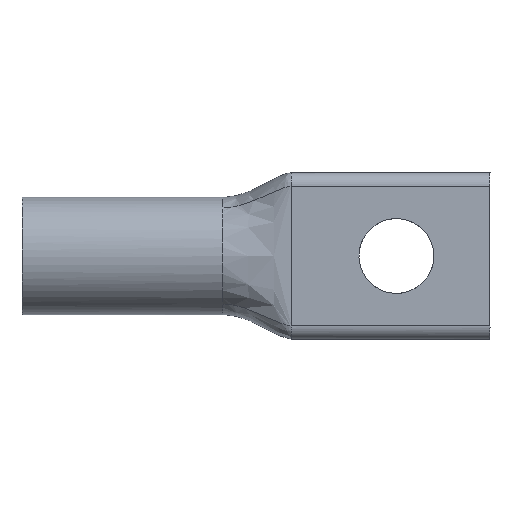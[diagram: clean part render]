
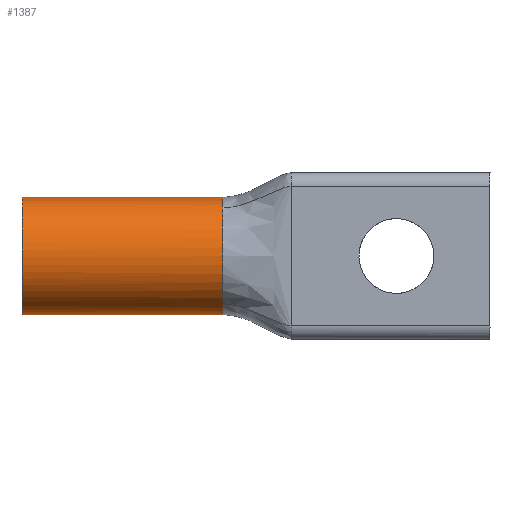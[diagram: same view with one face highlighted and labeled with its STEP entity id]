
A CAD part, front view. The second image highlights one B-rep face of the part: STEP entity #1387.
In plain terms, the highlighted cylindrical face has radius 6.515 mm (diameter 13.03 mm), a partial arc.
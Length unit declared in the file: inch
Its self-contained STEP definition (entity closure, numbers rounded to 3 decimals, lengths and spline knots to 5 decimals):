
#28 = VERTEX_POINT ( 'NONE', #2068 ) ;
#37 = EDGE_CURVE ( 'NONE', #575, #551, #608, .T. ) ;
#80 = CARTESIAN_POINT ( 'NONE',  ( 0.88, 0.21189, 0.25385 ) ) ;
#88 = CARTESIAN_POINT ( 'NONE',  ( 0.88, 0.01003, -0.08204 ) ) ;
#117 = CARTESIAN_POINT ( 'NONE',  ( 0., 0.22292, -0.2565 ) ) ;
#120 = CARTESIAN_POINT ( 'NONE',  ( 0.88, 0.10938, -0.21011 ) ) ;
#131 = CARTESIAN_POINT ( 'NONE',  ( 0., 0.12732, -0.22413 ) ) ;
#148 = CARTESIAN_POINT ( 'NONE',  ( 0.88, 0.13077, -0.22509 ) ) ;
#155 = CARTESIAN_POINT ( 'NONE',  ( 0.88, 0.2565, -0.2565 ) ) ;
#241 = ORIENTED_EDGE ( 'NONE', *, *, #1494, .T. ) ;
#242 = CARTESIAN_POINT ( 'NONE',  ( 0.88, 0.2565, 0.2565 ) ) ;
#289 = CARTESIAN_POINT ( 'NONE',  ( 0.88, 0.04793, 0.15484 ) ) ;
#296 = CARTESIAN_POINT ( 'NONE',  ( 0., 0.03237, -0.12918 ) ) ;
#318 = B_SPLINE_CURVE_WITH_KNOTS ( 'NONE', 3,
 ( #2137, #1372, #457, #88, #821, #698, #1237, #289, #2330, #1802 ),
 .UNSPECIFIED., .F., .F.,
 ( 4, 2, 2, 2, 4 ),
 ( 0., 0.25, 0.5, 0.75, 1. ),
 .UNSPECIFIED. ) ;
#320 = CARTESIAN_POINT ( 'NONE',  ( 0., 0., 0.03358 ) ) ;
#394 = DIRECTION ( 'NONE',  ( -1., 0., 0. ) ) ;
#457 = CARTESIAN_POINT ( 'NONE',  ( 0.88, 0.04793, -0.15484 ) ) ;
#464 = CARTESIAN_POINT ( 'NONE',  ( 0.88, 0.10938, 0.21011 ) ) ;
#498 = CARTESIAN_POINT ( 'NONE',  ( 0., 0.22292, 0.2565 ) ) ;
#529 = CARTESIAN_POINT ( 'NONE',  ( 0.88, 0.23039, -0.2565 ) ) ;
#538 = CARTESIAN_POINT ( 'NONE',  ( 0., 0.00668, -0.06714 ) ) ;
#551 = VERTEX_POINT ( 'NONE', #1023 ) ;
#575 = VERTEX_POINT ( 'NONE', #242 ) ;
#598 = B_SPLINE_CURVE_WITH_KNOTS ( 'NONE', 3,
 ( #2324, #1750, #80, #1210, #2301, #1945, #464 ),
 .UNSPECIFIED., .F., .F.,
 ( 4, 1, 1, 1, 4 ),
 ( 0., 0.25, 0.5, 0.75, 1. ),
 .UNSPECIFIED. ) ;
#608 = LINE ( 'NONE', #1723, #1092 ) ;
#624 = EDGE_CURVE ( 'NONE', #1561, #1677, #1323, .T. ) ;
#657 = EDGE_CURVE ( 'NONE', #575, #1492, #598, .T. ) ;
#669 = CARTESIAN_POINT ( 'NONE',  ( 0., 0.2565, 0.2565 ) ) ;
#679 = CARTESIAN_POINT ( 'NONE',  ( 0., 0.2565, -0.2565 ) ) ;
#698 = CARTESIAN_POINT ( 'NONE',  ( 0.88, 0., 0.04104 ) ) ;
#717 = CARTESIAN_POINT ( 'NONE',  ( 0., 0.18936, 0.24982 ) ) ;
#821 = CARTESIAN_POINT ( 'NONE',  ( 0.88, 0., -0.04104 ) ) ;
#882 = DIRECTION ( 'NONE',  ( -1., 0., 0. ) ) ;
#906 = FACE_OUTER_BOUND ( 'NONE', #2355, .T. ) ;
#1023 = CARTESIAN_POINT ( 'NONE',  ( 0., 0.2565, 0.2565 ) ) ;
#1092 = VECTOR ( 'NONE', #1546, 39.37008 ) ;
#1210 = CARTESIAN_POINT ( 'NONE',  ( 0.88, 0.17139, 0.24306 ) ) ;
#1232 = CARTESIAN_POINT ( 'NONE',  ( 0., 0.00668, 0.06714 ) ) ;
#1237 = CARTESIAN_POINT ( 'NONE',  ( 0.88, 0.01003, 0.08204 ) ) ;
#1244 = CARTESIAN_POINT ( 'NONE',  ( 0., 0.03237, 0.12918 ) ) ;
#1250 = CARTESIAN_POINT ( 'NONE',  ( 0.88, 0.15446, -0.23678 ) ) ;
#1323 = LINE ( 'NONE', #2071, #1952 ) ;
#1329 = EDGE_CURVE ( 'NONE', #1561, #28, #2032, .T. ) ;
#1372 = CARTESIAN_POINT ( 'NONE',  ( 0.88, 0.07576, -0.18657 ) ) ;
#1387 = ADVANCED_FACE ( 'NONE', ( #906 ), #2404, .T. ) ;
#1401 = ORIENTED_EDGE ( 'NONE', *, *, #624, .F. ) ;
#1453 = CARTESIAN_POINT ( 'NONE',  ( 0., 0.05139, 0.15763 ) ) ;
#1466 = CARTESIAN_POINT ( 'NONE',  ( 0., 0.09887, 0.20511 ) ) ;
#1492 = VERTEX_POINT ( 'NONE', #1835 ) ;
#1494 = EDGE_CURVE ( 'NONE', #551, #1677, #2350, .T. ) ;
#1546 = DIRECTION ( 'NONE',  ( -1., 0., 0. ) ) ;
#1554 = ORIENTED_EDGE ( 'NONE', *, *, #657, .F. ) ;
#1561 = VERTEX_POINT ( 'NONE', #155 ) ;
#1612 = CARTESIAN_POINT ( 'NONE',  ( 0., 0.18936, -0.24982 ) ) ;
#1629 = CARTESIAN_POINT ( 'NONE',  ( 0.88, 0.2565, -0.2565 ) ) ;
#1677 = VERTEX_POINT ( 'NONE', #1905 ) ;
#1723 = CARTESIAN_POINT ( 'NONE',  ( -0.59456, 0.2565, 0.2565 ) ) ;
#1750 = CARTESIAN_POINT ( 'NONE',  ( 0.88, 0.24163, 0.2565 ) ) ;
#1785 = CARTESIAN_POINT ( 'NONE',  ( 0., 0.09887, -0.20511 ) ) ;
#1789 = CARTESIAN_POINT ( 'NONE',  ( 0.88, 0.20427, -0.25248 ) ) ;
#1802 = CARTESIAN_POINT ( 'NONE',  ( 0.88, 0.10938, 0.21011 ) ) ;
#1823 = CARTESIAN_POINT ( 'NONE',  ( 0., 0.05139, -0.15763 ) ) ;
#1835 = CARTESIAN_POINT ( 'NONE',  ( 0.88, 0.10938, 0.21011 ) ) ;
#1905 = CARTESIAN_POINT ( 'NONE',  ( 0., 0.2565, -0.2565 ) ) ;
#1945 = CARTESIAN_POINT ( 'NONE',  ( 0.88, 0.11797, 0.21613 ) ) ;
#1952 = VECTOR ( 'NONE', #394, 39.37008 ) ;
#1978 = CARTESIAN_POINT ( 'NONE',  ( 0., 0., -0.03358 ) ) ;
#2017 = EDGE_CURVE ( 'NONE', #28, #1492, #318, .T. ) ;
#2032 = B_SPLINE_CURVE_WITH_KNOTS ( 'NONE', 3,
 ( #1629, #529, #1789, #1250, #148, #120 ),
 .UNSPECIFIED., .F., .F.,
 ( 4, 2, 4 ),
 ( 0., 0.5, 1. ),
 .UNSPECIFIED. ) ;
#2068 = CARTESIAN_POINT ( 'NONE',  ( 0.88, 0.10938, -0.21011 ) ) ;
#2071 = CARTESIAN_POINT ( 'NONE',  ( -0.59456, 0.2565, -0.2565 ) ) ;
#2137 = CARTESIAN_POINT ( 'NONE',  ( 0.88, 0.10938, -0.21011 ) ) ;
#2165 = CARTESIAN_POINT ( 'NONE',  ( 0., 0.12732, 0.22413 ) ) ;
#2182 = DIRECTION ( 'NONE',  ( 0., 0., 1. ) ) ;
#2192 = ORIENTED_EDGE ( 'NONE', *, *, #1329, .T. ) ;
#2218 = CARTESIAN_POINT ( 'NONE',  ( -0.59456, 0.2565, 0. ) ) ;
#2301 = CARTESIAN_POINT ( 'NONE',  ( 0.88, 0.13692, 0.22784 ) ) ;
#2306 = ORIENTED_EDGE ( 'NONE', *, *, #37, .T. ) ;
#2324 = CARTESIAN_POINT ( 'NONE',  ( 0.88, 0.2565, 0.2565 ) ) ;
#2330 = CARTESIAN_POINT ( 'NONE',  ( 0.88, 0.07576, 0.18657 ) ) ;
#2350 = B_SPLINE_CURVE_WITH_KNOTS ( 'NONE', 3,
 ( #669, #498, #717, #2165, #1466, #1453, #1244, #1232, #320, #1978, #538, #296, #1823, #1785, #131, #1612, #117, #679 ),
 .UNSPECIFIED., .F., .F.,
 ( 4, 2, 2, 2, 2, 2, 2, 2, 4 ),
 ( 0., 0.125, 0.25, 0.375, 0.5, 0.625, 0.75, 0.875, 1. ),
 .UNSPECIFIED. ) ;
#2355 = EDGE_LOOP ( 'NONE', ( #1401, #2192, #2369, #1554, #2306, #241 ) ) ;
#2369 = ORIENTED_EDGE ( 'NONE', *, *, #2017, .T. ) ;
#2404 = CYLINDRICAL_SURFACE ( 'NONE', #2411, 0.2565 ) ;
#2411 = AXIS2_PLACEMENT_3D ( 'NONE', #2218, #882, #2182 ) ;
